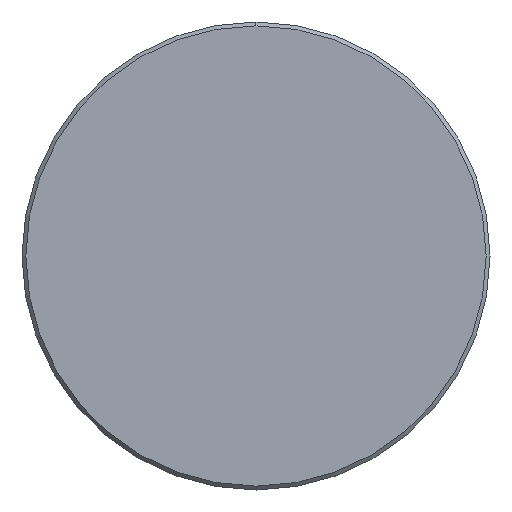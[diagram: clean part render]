
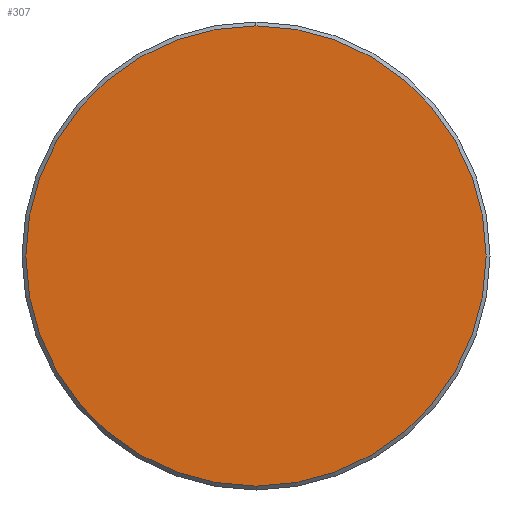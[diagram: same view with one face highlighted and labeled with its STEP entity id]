
A CAD part, left-side view. The second image highlights one B-rep face of the part: STEP entity #307.
In plain terms, the highlighted planar face has unit normal (-1, 0, 0).
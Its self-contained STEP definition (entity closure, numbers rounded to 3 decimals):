
#36 = ORIENTED_EDGE ( 'NONE', *, *, #362, .T. ) ;
#41 = CIRCLE ( 'NONE', #500, 17.7 ) ;
#110 = DIRECTION ( 'NONE',  ( 0., 0., 1. ) ) ;
#148 = AXIS2_PLACEMENT_3D ( 'NONE', #496, #420, #199 ) ;
#157 = DIRECTION ( 'NONE',  ( -1., 0., 0. ) ) ;
#176 = FACE_OUTER_BOUND ( 'NONE', #438, .T. ) ;
#199 = DIRECTION ( 'NONE',  ( 0., 0., -1. ) ) ;
#207 = CIRCLE ( 'NONE', #541, 17.7 ) ;
#211 = EDGE_CURVE ( 'NONE', #340, #499, #207, .T. ) ;
#238 = ORIENTED_EDGE ( 'NONE', *, *, #211, .T. ) ;
#279 = CARTESIAN_POINT ( 'NONE',  ( 0., 0., -17.7 ) ) ;
#307 = ADVANCED_FACE ( 'NONE', ( #176 ), #379, .F. ) ;
#340 = VERTEX_POINT ( 'NONE', #279 ) ;
#362 = EDGE_CURVE ( 'NONE', #499, #340, #41, .T. ) ;
#379 = PLANE ( 'NONE',  #148 ) ;
#381 = CARTESIAN_POINT ( 'NONE',  ( 0., 0., 17.7 ) ) ;
#406 = DIRECTION ( 'NONE',  ( -1., 0., 0. ) ) ;
#420 = DIRECTION ( 'NONE',  ( 1., 0., 0. ) ) ;
#438 = EDGE_LOOP ( 'NONE', ( #238, #36 ) ) ;
#450 = DIRECTION ( 'NONE',  ( 0., 0., 1. ) ) ;
#496 = CARTESIAN_POINT ( 'NONE',  ( 0., 0., 0. ) ) ;
#499 = VERTEX_POINT ( 'NONE', #381 ) ;
#500 = AXIS2_PLACEMENT_3D ( 'NONE', #507, #157, #110 ) ;
#507 = CARTESIAN_POINT ( 'NONE',  ( 0., 0., 0. ) ) ;
#528 = CARTESIAN_POINT ( 'NONE',  ( 0., 0., 0. ) ) ;
#541 = AXIS2_PLACEMENT_3D ( 'NONE', #528, #406, #450 ) ;
